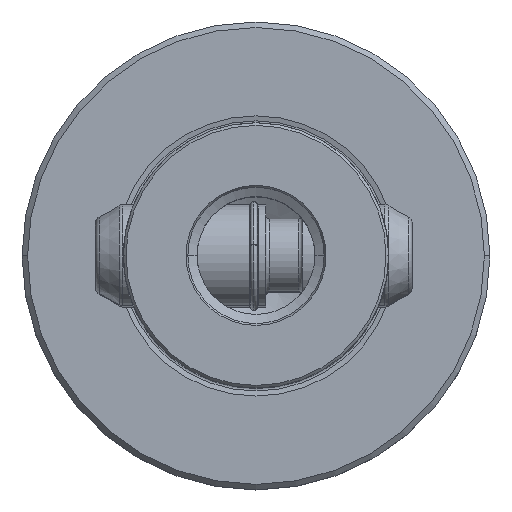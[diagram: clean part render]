
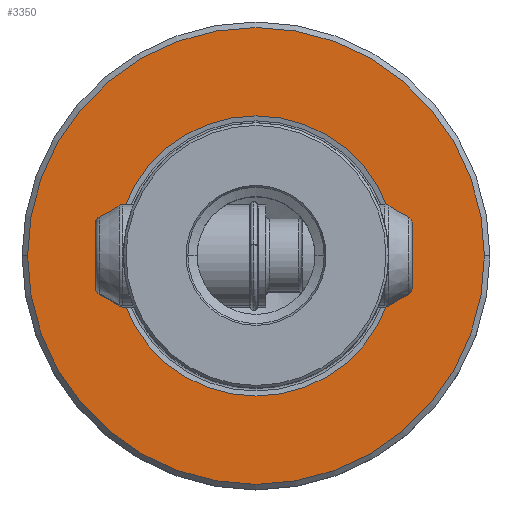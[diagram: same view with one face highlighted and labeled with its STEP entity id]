
A CAD part, top view. The second image highlights one B-rep face of the part: STEP entity #3350.
In plain terms, the highlighted planar face has unit normal (0, 0, 1).
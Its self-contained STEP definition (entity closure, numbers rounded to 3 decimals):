
#2380=EDGE_CURVE('NONE',#4900,#5290,#6100,.T.);
#2776=EDGE_CURVE('NONE',#2934,#3946,#6545,.T.);
#2934=VERTEX_POINT('NONE',#6718);
#3350=ADVANCED_FACE('NONE',(#7190,#7191),#7192,.T.);
#3682=EDGE_CURVE('NONE',#3946,#2934,#7559,.F.);
#3692=EDGE_CURVE('NONE',#5290,#4900,#7571,.T.);
#3946=VERTEX_POINT('NONE',#7845);
#4900=VERTEX_POINT('NONE',#8903);
#5290=VERTEX_POINT('NONE',#9330);
#6100=CIRCLE('',#12502,31.0);
#6545=CIRCLE('',#19670,19.012);
#6718=CARTESIAN_POINT('',(19.012,0.,0.0));
#7190=FACE_OUTER_BOUND('',#27110,.T.);
#7191=FACE_BOUND('',#27111,.T.);
#7192=PLANE('',#27112);
#7559=CIRCLE('',#28877,19.012);
#7571=CIRCLE('',#28892,31.0);
#7845=CARTESIAN_POINT('',(-19.012,0.,0.0));
#8903=CARTESIAN_POINT('',(-31.0,0.,0.0));
#9330=CARTESIAN_POINT('',(31.0,0.,0.0));
#12502=AXIS2_PLACEMENT_3D('',#46688,#46689,#46690);
#19670=AXIS2_PLACEMENT_3D('',#47247,#47248,#47249);
#27110=EDGE_LOOP('',(#48088,#48089));
#27111=EDGE_LOOP('',(#48090,#48091));
#27112=AXIS2_PLACEMENT_3D('',#48092,#48093,#48094);
#28877=AXIS2_PLACEMENT_3D('',#48480,#48481,#48482);
#28892=AXIS2_PLACEMENT_3D('',#48492,#48493,#48494);
#46688=CARTESIAN_POINT('',(0.0,0.0,0.0));
#46689=DIRECTION('',(0.0,0.0,-1.0));
#46690=DIRECTION('',(-1.0,0.,0.0));
#47247=CARTESIAN_POINT('',(0.0,0.0,0.0));
#47248=DIRECTION('',(-0.0,0.0,1.0));
#47249=DIRECTION('',(1.0,0.,0.0));
#48088=ORIENTED_EDGE('',*,*,#2380,.F.);
#48089=ORIENTED_EDGE('',*,*,#3692,.F.);
#48090=ORIENTED_EDGE('',*,*,#2776,.F.);
#48091=ORIENTED_EDGE('',*,*,#3682,.F.);
#48092=CARTESIAN_POINT('',(-18.0,0.0,0.0));
#48093=DIRECTION('',(-0.0,0.0,1.0));
#48094=DIRECTION('',(0.0,1.0,0.0));
#48480=CARTESIAN_POINT('',(0.0,0.0,0.0));
#48481=DIRECTION('',(0.0,0.0,-1.0));
#48482=DIRECTION('',(1.0,0.,0.0));
#48492=CARTESIAN_POINT('',(0.0,0.0,0.0));
#48493=DIRECTION('',(0.0,0.0,-1.0));
#48494=DIRECTION('',(-1.0,0.,0.0));
